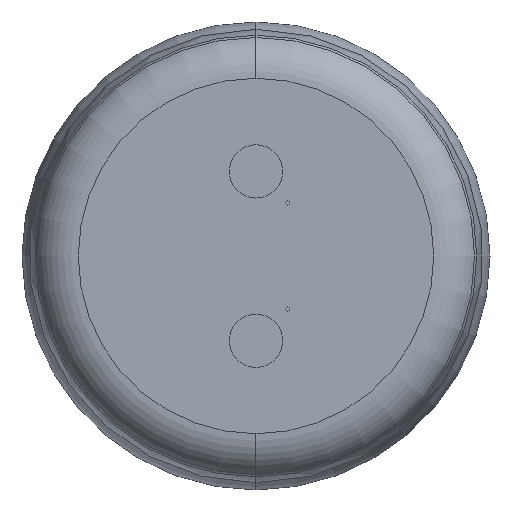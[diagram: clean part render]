
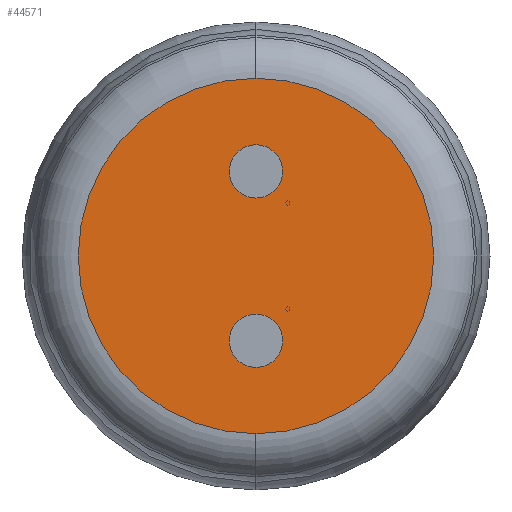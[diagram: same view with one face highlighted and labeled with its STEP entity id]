
A CAD part, left-side view. The second image highlights one B-rep face of the part: STEP entity #44571.
In plain terms, the highlighted planar face has unit normal (-1, 0, 0).
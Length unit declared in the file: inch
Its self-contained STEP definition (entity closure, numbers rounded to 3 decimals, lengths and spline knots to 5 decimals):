
#2095 = CARTESIAN_POINT ( 'NONE',  ( -0.001, 0., 0.07669 ) ) ;
#3149 = DIRECTION ( 'NONE',  ( 0., 0., -1. ) ) ;
#3641 = EDGE_CURVE ( 'NONE', #23735, #33251, #17119, .T. ) ;
#3822 = DIRECTION ( 'NONE',  ( 1., 0., 0. ) ) ;
#4824 = AXIS2_PLACEMENT_3D ( 'NONE', #24448, #3822, #27906 ) ;
#5247 = CIRCLE ( 'NONE', #40030, 0.0115 ) ;
#5941 = EDGE_LOOP ( 'NONE', ( #8383, #42274 ) ) ;
#6617 = CIRCLE ( 'NONE', #41127, 0.0115 ) ;
#6949 = ORIENTED_EDGE ( 'NONE', *, *, #18398, .T. ) ;
#7077 = DIRECTION ( 'NONE',  ( 1., 0., 0. ) ) ;
#8383 = ORIENTED_EDGE ( 'NONE', *, *, #19351, .T. ) ;
#8430 = PLANE ( 'NONE',  #18441 ) ;
#8878 = EDGE_CURVE ( 'NONE', #12438, #35433, #6617, .T. ) ;
#8936 = VERTEX_POINT ( 'NONE', #20171 ) ;
#9099 = DIRECTION ( 'NONE',  ( -1., 0., 0. ) ) ;
#9120 = CIRCLE ( 'NONE', #4824, 0.0115 ) ;
#10577 = EDGE_CURVE ( 'NONE', #35433, #12438, #9120, .T. ) ;
#11590 = CARTESIAN_POINT ( 'NONE',  ( -0.001, 0., 0.0365 ) ) ;
#12030 = CARTESIAN_POINT ( 'NONE',  ( -0.001, 0., 0. ) ) ;
#12438 = VERTEX_POINT ( 'NONE', #27147 ) ;
#13322 = FACE_OUTER_BOUND ( 'NONE', #5941, .T. ) ;
#15057 = DIRECTION ( 'NONE',  ( 0., 0., -1. ) ) ;
#15496 = DIRECTION ( 'NONE',  ( 0., 0., -1. ) ) ;
#17119 = CIRCLE ( 'NONE', #44221, 0.07669 ) ;
#17295 = CARTESIAN_POINT ( 'NONE',  ( -0.001, 0., 0. ) ) ;
#17628 = ORIENTED_EDGE ( 'NONE', *, *, #8878, .T. ) ;
#18208 = ORIENTED_EDGE ( 'NONE', *, *, #10577, .T. ) ;
#18398 = EDGE_CURVE ( 'NONE', #8936, #31553, #37553, .T. ) ;
#18404 = CARTESIAN_POINT ( 'NONE',  ( -0.001, 0., -0.07669 ) ) ;
#18441 = AXIS2_PLACEMENT_3D ( 'NONE', #12030, #36090, #15496 ) ;
#18909 = ORIENTED_EDGE ( 'NONE', *, *, #43147, .T. ) ;
#19351 = EDGE_CURVE ( 'NONE', #33251, #23735, #36453, .T. ) ;
#20171 = CARTESIAN_POINT ( 'NONE',  ( -0.001, 0., 0.025 ) ) ;
#20750 = DIRECTION ( 'NONE',  ( 0., 0., 1. ) ) ;
#21027 = EDGE_LOOP ( 'NONE', ( #17628, #18208 ) ) ;
#21196 = AXIS2_PLACEMENT_3D ( 'NONE', #44395, #23780, #3149 ) ;
#21385 = FACE_BOUND ( 'NONE', #21027, .T. ) ;
#21547 = CARTESIAN_POINT ( 'NONE',  ( -0.001, 0., 0.048 ) ) ;
#23735 = VERTEX_POINT ( 'NONE', #18404 ) ;
#23780 = DIRECTION ( 'NONE',  ( 1., 0., 0. ) ) ;
#24448 = CARTESIAN_POINT ( 'NONE',  ( -0.001, 0., -0.03654 ) ) ;
#27147 = CARTESIAN_POINT ( 'NONE',  ( -0.001, 0., -0.02504 ) ) ;
#27681 = CARTESIAN_POINT ( 'NONE',  ( -0.001, 0., -0.03654 ) ) ;
#27906 = DIRECTION ( 'NONE',  ( 0., 0., -1. ) ) ;
#29702 = CARTESIAN_POINT ( 'NONE',  ( -0.001, 0., 0. ) ) ;
#31132 = DIRECTION ( 'NONE',  ( 0., 0., -1. ) ) ;
#31553 = VERTEX_POINT ( 'NONE', #21547 ) ;
#33163 = DIRECTION ( 'NONE',  ( 0., 0., 1. ) ) ;
#33251 = VERTEX_POINT ( 'NONE', #2095 ) ;
#35039 = AXIS2_PLACEMENT_3D ( 'NONE', #29702, #9099, #33163 ) ;
#35354 = CARTESIAN_POINT ( 'NONE',  ( -0.001, 0., -0.04804 ) ) ;
#35433 = VERTEX_POINT ( 'NONE', #35354 ) ;
#35649 = DIRECTION ( 'NONE',  ( 1., 0., 0. ) ) ;
#36090 = DIRECTION ( 'NONE',  ( 1., 0., 0. ) ) ;
#36453 = CIRCLE ( 'NONE', #35039, 0.07669 ) ;
#37553 = CIRCLE ( 'NONE', #21196, 0.0115 ) ;
#39693 = FACE_BOUND ( 'NONE', #42495, .T. ) ;
#40030 = AXIS2_PLACEMENT_3D ( 'NONE', #11590, #35649, #15057 ) ;
#41127 = AXIS2_PLACEMENT_3D ( 'NONE', #27681, #7077, #31132 ) ;
#41362 = DIRECTION ( 'NONE',  ( -1., 0., 0. ) ) ;
#42274 = ORIENTED_EDGE ( 'NONE', *, *, #3641, .T. ) ;
#42495 = EDGE_LOOP ( 'NONE', ( #18909, #6949 ) ) ;
#43147 = EDGE_CURVE ( 'NONE', #31553, #8936, #5247, .T. ) ;
#44221 = AXIS2_PLACEMENT_3D ( 'NONE', #17295, #41362, #20750 ) ;
#44395 = CARTESIAN_POINT ( 'NONE',  ( -0.001, 0., 0.0365 ) ) ;
#44571 = ADVANCED_FACE ( 'NONE', ( #13322, #21385, #39693 ), #8430, .F. ) ;
